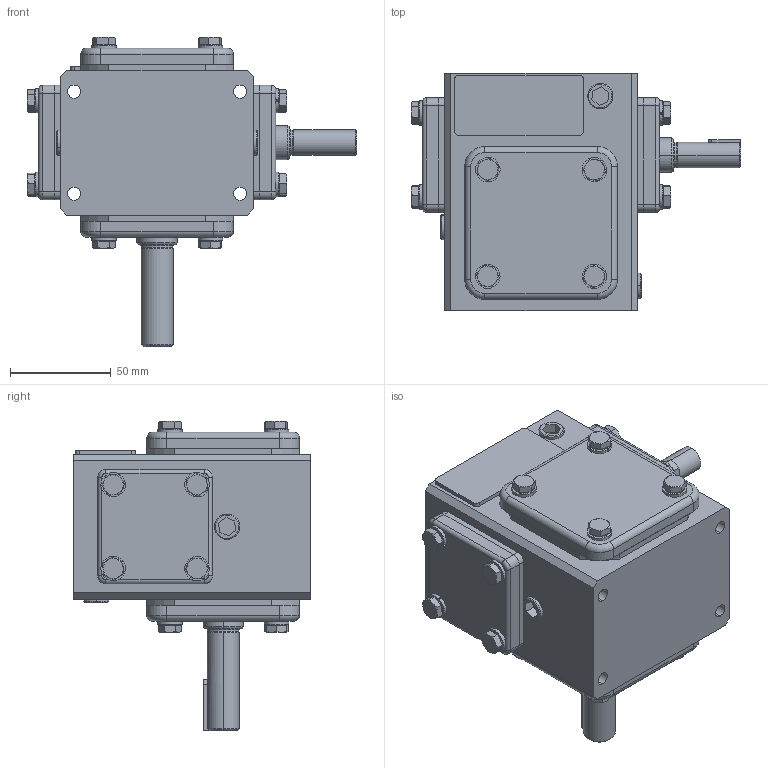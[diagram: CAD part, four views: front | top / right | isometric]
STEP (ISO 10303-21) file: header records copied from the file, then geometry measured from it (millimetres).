
FILE_DESCRIPTION (( 'STEP AP203' ), '1' );
FILE_NAME ('HdRS133-R.STEP', '2013-10-03T05:25:44', ( 'User' ), ( 'Chenta' ), 'SwSTEP 2.0', 'SolidWorks 2011', '' );
FILE_SCHEMA (( 'CONFIG_CONTROL_DESIGN' ));
Length unit declared in the file: millimetre
Products named in the file (1): HdRS133-R
Bounding box: 163.75 x 118.26 x 154.1 mm (x, y, z)
Surface area: 87810.7 mm2 (no closed solid volume)
Topology: 0 solids, 59 shells, 550 faces, 1476 edges, 960 vertices
Faces by surface type: plane 264, cylinder 138, cone 128, torus 20
Entity records: 17679 total; most frequent: CARTESIAN_POINT 4071, DIRECTION 2926, ORIENTED_EDGE 2486, EDGE_CURVE 1476, AXIS2_PLACEMENT_3D 1099, VERTEX_POINT 960, LINE 728, VECTOR 728
